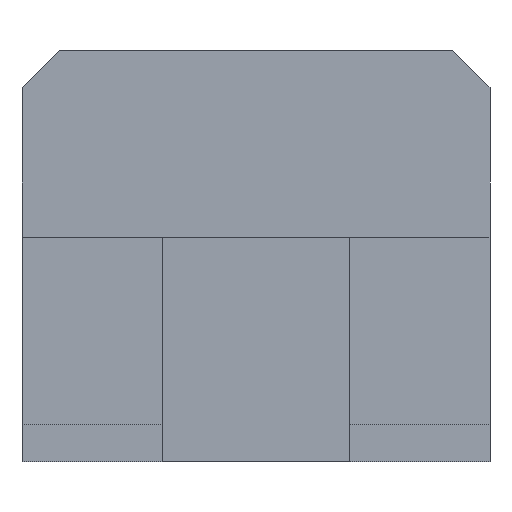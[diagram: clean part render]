
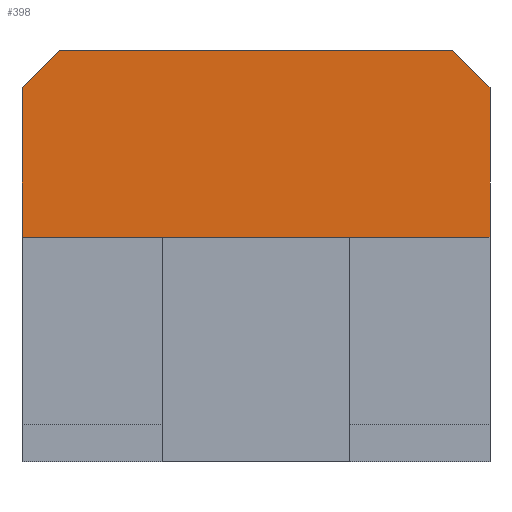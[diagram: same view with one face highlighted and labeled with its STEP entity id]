
A CAD part, left-side view. The second image highlights one B-rep face of the part: STEP entity #398.
In plain terms, the highlighted planar face has unit normal (-1, 0, 0).
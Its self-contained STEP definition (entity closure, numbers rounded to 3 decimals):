
#398 = ADVANCED_FACE( '', ( #827 ), #828, .F. );
#827 = FACE_OUTER_BOUND( '', #1324, .T. );
#828 = PLANE( '', #1325 );
#1324 = EDGE_LOOP( '', ( #4251, #4252, #4253, #4254, #4255, #4256 ) );
#1325 = AXIS2_PLACEMENT_3D( '', #4257, #4258, #4259 );
#4251 = ORIENTED_EDGE( '', *, *, #5319, .F. );
#4252 = ORIENTED_EDGE( '', *, *, #5176, .T. );
#4253 = ORIENTED_EDGE( '', *, *, #4976, .T. );
#4254 = ORIENTED_EDGE( '', *, *, #5320, .T. );
#4255 = ORIENTED_EDGE( '', *, *, #5310, .F. );
#4256 = ORIENTED_EDGE( '', *, *, #5321, .T. );
#4257 = CARTESIAN_POINT( '', ( -1.45, 1.25, 1. ) );
#4258 = DIRECTION( '', ( 1., 0., 0. ) );
#4259 = DIRECTION( '', ( 0., 0., -1. ) );
#4976 = EDGE_CURVE( '', #5498, #5499, #5500, .T. );
#5176 = EDGE_CURVE( '', #5831, #5498, #5832, .T. );
#5310 = EDGE_CURVE( '', #6024, #6026, #6027, .T. );
#5319 = EDGE_CURVE( '', #5831, #6038, #6039, .T. );
#5320 = EDGE_CURVE( '', #5499, #6026, #6040, .T. );
#5321 = EDGE_CURVE( '', #6024, #6038, #6041, .T. );
#5498 = VERTEX_POINT( '', #6258 );
#5499 = VERTEX_POINT( '', #6259 );
#5500 = LINE( '', #6260, #6261 );
#5831 = VERTEX_POINT( '', #7069 );
#5832 = LINE( '', #7070, #7071 );
#6024 = VERTEX_POINT( '', #7532 );
#6026 = VERTEX_POINT( '', #7535 );
#6027 = LINE( '', #7536, #7537 );
#6038 = VERTEX_POINT( '', #7576 );
#6039 = LINE( '', #7577, #7578 );
#6040 = LINE( '', #7579, #7580 );
#6041 = LINE( '', #7581, #7582 );
#6258 = CARTESIAN_POINT( '', ( -1.45, 1.25, 0.8 ) );
#6259 = CARTESIAN_POINT( '', ( -1.45, 1.25, 0. ) );
#6260 = CARTESIAN_POINT( '', ( -1.45, 1.25, 1. ) );
#6261 = VECTOR( '', #7998, 1000. );
#7069 = CARTESIAN_POINT( '', ( -1.45, 1.05, 1. ) );
#7070 = CARTESIAN_POINT( '', ( -1.45, 1.05, 1. ) );
#7071 = VECTOR( '', #8137, 1000. );
#7532 = CARTESIAN_POINT( '', ( -1.45, -1.25, 0.8 ) );
#7535 = CARTESIAN_POINT( '', ( -1.45, -1.25, 0. ) );
#7536 = CARTESIAN_POINT( '', ( -1.45, -1.25, 1. ) );
#7537 = VECTOR( '', #8206, 1000. );
#7576 = CARTESIAN_POINT( '', ( -1.45, -1.05, 1. ) );
#7577 = CARTESIAN_POINT( '', ( -1.45, 1.25, 1. ) );
#7578 = VECTOR( '', #8210, 1000. );
#7579 = CARTESIAN_POINT( '', ( -1.45, 1.25, 0. ) );
#7580 = VECTOR( '', #8211, 1000. );
#7581 = CARTESIAN_POINT( '', ( -1.45, -1.05, 1. ) );
#7582 = VECTOR( '', #8212, 1000. );
#7998 = DIRECTION( '', ( 0., 0., -1. ) );
#8137 = DIRECTION( '', ( 0., 0.707, -0.707 ) );
#8206 = DIRECTION( '', ( 0., 0., -1. ) );
#8210 = DIRECTION( '', ( 0., -1., 0. ) );
#8211 = DIRECTION( '', ( 0., -1., 0. ) );
#8212 = DIRECTION( '', ( 0., 0.707, 0.707 ) );
